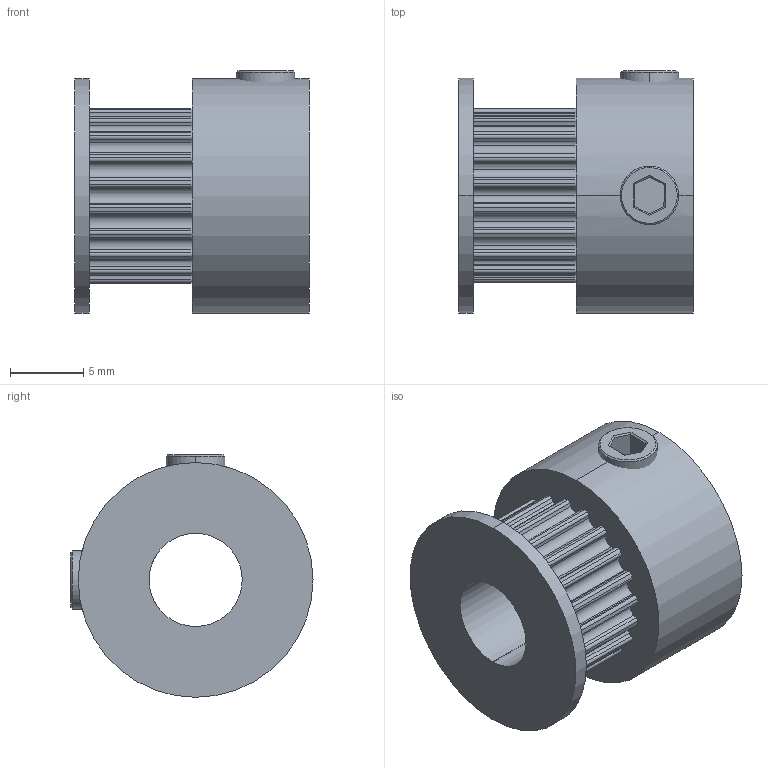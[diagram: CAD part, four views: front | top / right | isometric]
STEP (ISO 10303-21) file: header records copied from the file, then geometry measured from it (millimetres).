
FILE_DESCRIPTION (( 'STEP AP214' ), '1' );
FILE_NAME ('A117 Øêèâ GT2-20, O îòâåðñòèÿ 6,35 ìì.STEP', '2019-10-21T11:12:26', ( 'Windows User' ), ( '' ), 'SwSTEP 2.0', 'SolidWorks 2019', '' );
FILE_SCHEMA (( 'AUTOMOTIVE_DESIGN' ));
Length unit declared in the file: millimetre
Products named in the file (3): S54 妈眚 篑蜞眍忸黜 DIN 916 󊅜_M4(4); A117 仃桠 GT2-20_庒; A117 Øêèâ GT2-20, O îòâåðñòèÿ 6,35 ìì
Assembly tree (3 placements, depth 2):
  A117 Øêèâ GT2-20, O îòâåðñòèÿ 6,35 ìì
    A117 仃桠 GT2-20_庒
    S54 妈眚 篑蜞眍忸黜 DIN 916 󊅜_M4(4)  x2
Bounding box: 16 x 16.49 x 16.54 mm (x, y, z)
Volume: 1989.2 mm3; surface area: 1917.3 mm2
Topology: 3 solids, 3 shells, 197 faces, 549 edges, 356 vertices
Faces by surface type: cylinder 153, plane 32, cone 12
Entity records: 6253 total; most frequent: CARTESIAN_POINT 1227, DIRECTION 1147, ORIENTED_EDGE 998, EDGE_CURVE 499, AXIS2_PLACEMENT_3D 479, VERTEX_POINT 329, CIRCLE 298, LINE 189
